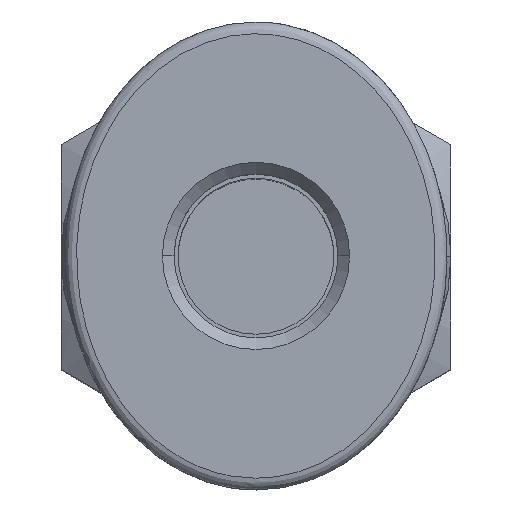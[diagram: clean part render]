
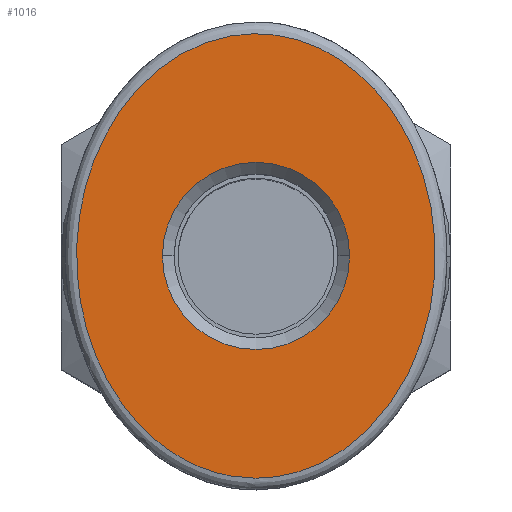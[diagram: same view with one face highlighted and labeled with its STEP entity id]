
A CAD part, top view. The second image highlights one B-rep face of the part: STEP entity #1016.
In plain terms, the highlighted face is planar.
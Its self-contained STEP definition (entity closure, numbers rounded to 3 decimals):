
#797=CARTESIAN_POINT('',(2.4,-15.385,-0.022));
#798=VERTEX_POINT('',#797);
#805=CARTESIAN_POINT('',(-2.4,-15.385,-0.022));
#806=VERTEX_POINT('',#805);
#807=CARTESIAN_POINT('',(0.0,-15.385,-0.022));
#808=DIRECTION('',(0.0,-1.0,0.0));
#809=DIRECTION('',(1.0,0.0,0.0));
#810=AXIS2_PLACEMENT_3D('',#807,#808,#809);
#811=CIRCLE('',#810,2.4);
#812=EDGE_CURVE('',#798,#806,#811,.T.);
#950=CARTESIAN_POINT('',(0.0,-15.385,-0.022));
#951=DIRECTION('',(0.0,-1.0,0.0));
#952=DIRECTION('',(1.0,0.0,0.0));
#953=AXIS2_PLACEMENT_3D('',#950,#951,#952);
#954=CIRCLE('',#953,2.4);
#955=EDGE_CURVE('',#806,#798,#954,.T.);
#960=CARTESIAN_POINT('',(0.0,-15.385,-6.022));
#961=DIRECTION('',(0.0,-1.0,0.0));
#962=DIRECTION('',(1.0,0.0,0.0));
#963=AXIS2_PLACEMENT_3D('',#960,#961,#962);
#964=PLANE('',#963);
#965=CARTESIAN_POINT('',(0.0,-15.385,-5.722));
#966=VERTEX_POINT('',#965);
#967=CARTESIAN_POINT('',(0.0,-15.385,-5.722));
#968=CARTESIAN_POINT('',(-0.37,-15.385,-5.722));
#969=CARTESIAN_POINT('',(-0.745,-15.385,-5.665));
#970=CARTESIAN_POINT('',(-1.102,-15.385,-5.556));
#971=CARTESIAN_POINT('',(-1.6,-15.385,-5.403));
#972=CARTESIAN_POINT('',(-2.065,-15.385,-5.149));
#973=CARTESIAN_POINT('',(-2.474,-15.385,-4.826));
#974=CARTESIAN_POINT('',(-3.047,-15.385,-4.372));
#975=CARTESIAN_POINT('',(-3.508,-15.385,-3.786));
#976=CARTESIAN_POINT('',(-3.848,-15.385,-3.142));
#977=CARTESIAN_POINT('',(-4.324,-15.385,-2.242));
#978=CARTESIAN_POINT('',(-4.572,-15.385,-1.221));
#979=CARTESIAN_POINT('',(-4.598,-15.385,-0.201));
#980=CARTESIAN_POINT('',(-4.628,-15.385,0.999));
#981=CARTESIAN_POINT('',(-4.354,-15.385,2.216));
#982=CARTESIAN_POINT('',(-3.758,-15.385,3.263));
#983=CARTESIAN_POINT('',(-3.389,-15.385,3.911));
#984=CARTESIAN_POINT('',(-2.896,-15.385,4.488));
#985=CARTESIAN_POINT('',(-2.29,-15.385,4.92));
#986=CARTESIAN_POINT('',(-1.683,-15.385,5.352));
#987=CARTESIAN_POINT('',(-0.961,-15.385,5.627));
#988=CARTESIAN_POINT('',(-0.222,-15.385,5.671));
#989=CARTESIAN_POINT('',(0.567,-15.385,5.719));
#990=CARTESIAN_POINT('',(1.369,-15.385,5.499));
#991=CARTESIAN_POINT('',(2.046,-15.385,5.082));
#992=CARTESIAN_POINT('',(2.743,-15.385,4.652));
#993=CARTESIAN_POINT('',(3.309,-15.385,4.028));
#994=CARTESIAN_POINT('',(3.72,-15.385,3.328));
#995=CARTESIAN_POINT('',(4.256,-15.385,2.415));
#996=CARTESIAN_POINT('',(4.546,-15.385,1.355));
#997=CARTESIAN_POINT('',(4.593,-15.385,0.289));
#998=CARTESIAN_POINT('',(4.643,-15.385,-0.847));
#999=CARTESIAN_POINT('',(4.421,-15.385,-1.997));
#1000=CARTESIAN_POINT('',(3.913,-15.385,-3.016));
#1001=CARTESIAN_POINT('',(3.404,-15.385,-4.036));
#1002=CARTESIAN_POINT('',(2.591,-15.385,-4.924));
#1003=CARTESIAN_POINT('',(1.553,-15.385,-5.386));
#1004=CARTESIAN_POINT('',(1.065,-15.385,-5.604));
#1005=CARTESIAN_POINT('',(0.532,-15.385,-5.722));
#1006=CARTESIAN_POINT('',(0.0,-15.385,-5.722));
#1007=B_SPLINE_CURVE_WITH_KNOTS('',3,(#967,#968,#969,#970,#971,#972,#973,#974,#975,#976,#977,#978,#979,#980,#981,#982,#983,#984,#985,#986,#987,#988,#989,#990,#991,#992,#993,#994,#995,#996,#997,#998,#999,#1000,#1001,#1002,#1003,#1004,#1005,#1006),.UNSPECIFIED.,.T.,.U.,(4,3,3,3,3,3,3,3,3,3,3,3,3,4),(0.,0.216,0.519,0.943,1.537,2.234,2.666,3.098,3.559,4.033,4.652,5.311,5.972,6.283),.UNSPECIFIED.);
#1008=EDGE_CURVE('',#966,#966,#1007,.T.);
#1009=ORIENTED_EDGE('',*,*,#1008,.F.);
#1010=EDGE_LOOP('',(#1009));
#1011=FACE_OUTER_BOUND('',#1010,.T.);
#1012=ORIENTED_EDGE('',*,*,#955,.F.);
#1013=ORIENTED_EDGE('',*,*,#812,.F.);
#1014=EDGE_LOOP('',(#1012,#1013));
#1015=FACE_BOUND('',#1014,.T.);
#1016=ADVANCED_FACE('',(#1011,#1015),#964,.T.);
